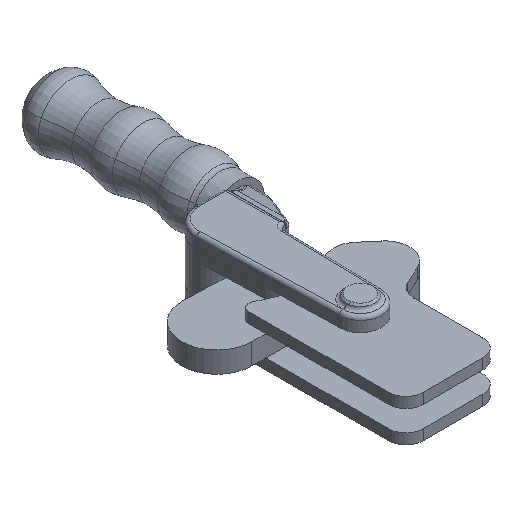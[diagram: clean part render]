
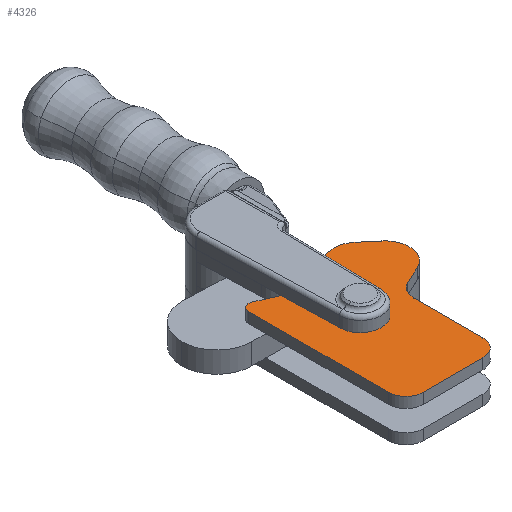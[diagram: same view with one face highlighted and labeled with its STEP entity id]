
A CAD part, isometric view. The second image highlights one B-rep face of the part: STEP entity #4326.
In plain terms, the highlighted planar face has unit normal (0, 0, 1).
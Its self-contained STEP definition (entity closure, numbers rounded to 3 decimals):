
#59 = AXIS2_PLACEMENT_3D ( 'NONE', #4910, #4389, #416 ) ;
#147 = VERTEX_POINT ( 'NONE', #5552 ) ;
#321 = DIRECTION ( 'NONE',  ( 0.909, 0.417, 0. ) ) ;
#339 = DIRECTION ( 'NONE',  ( 0., 0., 1. ) ) ;
#409 = CARTESIAN_POINT ( 'NONE',  ( -10., -28., 28.727 ) ) ;
#416 = DIRECTION ( 'NONE',  ( 1., 0., 0. ) ) ;
#613 = ORIENTED_EDGE ( 'NONE', *, *, #7416, .T. ) ;
#680 = CARTESIAN_POINT ( 'NONE',  ( 17., -3.206, 28.727 ) ) ;
#706 = CIRCLE ( 'NONE', #6706, 2. ) ;
#707 = DIRECTION ( 'NONE',  ( 0., 0., -1. ) ) ;
#709 = VERTEX_POINT ( 'NONE', #4657 ) ;
#756 = FACE_BOUND ( 'NONE', #6998, .T. ) ;
#779 = LINE ( 'NONE', #4100, #3506 ) ;
#795 = DIRECTION ( 'NONE',  ( 1., 0., 0. ) ) ;
#823 = VERTEX_POINT ( 'NONE', #916 ) ;
#830 = AXIS2_PLACEMENT_3D ( 'NONE', #680, #707, #795 ) ;
#863 = ORIENTED_EDGE ( 'NONE', *, *, #5330, .T. ) ;
#916 = CARTESIAN_POINT ( 'NONE',  ( -2.71, 14.667, 28.727 ) ) ;
#931 = CARTESIAN_POINT ( 'NONE',  ( 21.5, 15.362, 28.727 ) ) ;
#955 = LINE ( 'NONE', #409, #1733 ) ;
#962 = DIRECTION ( 'NONE',  ( 1., 0., 0. ) ) ;
#1005 = CARTESIAN_POINT ( 'NONE',  ( -12.204, 18.786, 28.727 ) ) ;
#1040 = CARTESIAN_POINT ( 'NONE',  ( -15., 16.952, 28.727 ) ) ;
#1077 = CIRCLE ( 'NONE', #4482, 2. ) ;
#1097 = CARTESIAN_POINT ( 'NONE',  ( 19.922, 3.639, 28.727 ) ) ;
#1117 = VERTEX_POINT ( 'NONE', #2939 ) ;
#1165 = ORIENTED_EDGE ( 'NONE', *, *, #7571, .F. ) ;
#1219 = CARTESIAN_POINT ( 'NONE',  ( 2., 0., 28.727 ) ) ;
#1237 = AXIS2_PLACEMENT_3D ( 'NONE', #2551, #3256, #4356 ) ;
#1245 = VERTEX_POINT ( 'NONE', #1219 ) ;
#1254 = DIRECTION ( 'NONE',  ( 0., 0., 1. ) ) ;
#1424 = LINE ( 'NONE', #1005, #2333 ) ;
#1708 = CARTESIAN_POINT ( 'NONE',  ( 17.33, 18.862, 28.727 ) ) ;
#1733 = VECTOR ( 'NONE', #6013, 1000. ) ;
#1880 = DIRECTION ( 'NONE',  ( 1., 0., 0. ) ) ;
#1966 = VERTEX_POINT ( 'NONE', #1097 ) ;
#2003 = VERTEX_POINT ( 'NONE', #7522 ) ;
#2051 = ORIENTED_EDGE ( 'NONE', *, *, #6420, .T. ) ;
#2323 = VECTOR ( 'NONE', #2938, 1000. ) ;
#2333 = VECTOR ( 'NONE', #6252, 1000. ) ;
#2439 = CIRCLE ( 'NONE', #830, 5. ) ;
#2509 = PLANE ( 'NONE',  #5598 ) ;
#2551 = CARTESIAN_POINT ( 'NONE',  ( 17., 10., 28.727 ) ) ;
#2646 = DIRECTION ( 'NONE',  ( 0., 0., 1. ) ) ;
#2748 = DIRECTION ( 'NONE',  ( 1., 0., 0. ) ) ;
#2821 = DIRECTION ( 'NONE',  ( 0., 1., 0. ) ) ;
#2934 = EDGE_CURVE ( 'NONE', #4213, #1966, #4745, .T. ) ;
#2938 = DIRECTION ( 'NONE',  ( 0., -1., 0. ) ) ;
#2939 = CARTESIAN_POINT ( 'NONE',  ( -2., 0., 28.727 ) ) ;
#3009 = VECTOR ( 'NONE', #7983, 1000. ) ;
#3077 = CIRCLE ( 'NONE', #8248, 2. ) ;
#3151 = LINE ( 'NONE', #931, #3009 ) ;
#3232 = CARTESIAN_POINT ( 'NONE',  ( 12.83, 13.5, 28.727 ) ) ;
#3256 = DIRECTION ( 'NONE',  ( 0., 0., 1. ) ) ;
#3395 = AXIS2_PLACEMENT_3D ( 'NONE', #3232, #7776, #3875 ) ;
#3506 = VECTOR ( 'NONE', #2821, 1000. ) ;
#3562 = VERTEX_POINT ( 'NONE', #6790 ) ;
#3605 = ORIENTED_EDGE ( 'NONE', *, *, #7101, .T. ) ;
#3728 = CARTESIAN_POINT ( 'NONE',  ( 7., -23., 28.727 ) ) ;
#3748 = CIRCLE ( 'NONE', #3395, 7. ) ;
#3753 = EDGE_CURVE ( 'NONE', #6729, #3562, #4926, .T. ) ;
#3796 = EDGE_CURVE ( 'NONE', #147, #4213, #2439, .T. ) ;
#3875 = DIRECTION ( 'NONE',  ( 1., 0., 0. ) ) ;
#3956 = ORIENTED_EDGE ( 'NONE', *, *, #6372, .T. ) ;
#4100 = CARTESIAN_POINT ( 'NONE',  ( 12., -3.206, 28.727 ) ) ;
#4109 = CIRCLE ( 'NONE', #1237, 7. ) ;
#4118 = DIRECTION ( 'NONE',  ( 1., 0., 0. ) ) ;
#4213 = VERTEX_POINT ( 'NONE', #5736 ) ;
#4228 = ORIENTED_EDGE ( 'NONE', *, *, #5731, .T. ) ;
#4293 = DIRECTION ( 'NONE',  ( 0., 0., 1. ) ) ;
#4326 = ADVANCED_FACE ( 'NONE', ( #756, #4777 ), #2509, .T. ) ;
#4329 = ORIENTED_EDGE ( 'NONE', *, *, #8036, .F. ) ;
#4356 = DIRECTION ( 'NONE',  ( 1., 0., 0. ) ) ;
#4389 = DIRECTION ( 'NONE',  ( 0., 0., 1. ) ) ;
#4413 = CARTESIAN_POINT ( 'NONE',  ( 17., 10., 28.727 ) ) ;
#4482 = AXIS2_PLACEMENT_3D ( 'NONE', #6495, #2646, #7155 ) ;
#4657 = CARTESIAN_POINT ( 'NONE',  ( -12.204, 18.786, 28.727 ) ) ;
#4745 = LINE ( 'NONE', #5040, #7088 ) ;
#4777 = FACE_OUTER_BOUND ( 'NONE', #5368, .T. ) ;
#4800 = CARTESIAN_POINT ( 'NONE',  ( 0.474, 22.005, 28.727 ) ) ;
#4910 = CARTESIAN_POINT ( 'NONE',  ( -10., -23., 28.727 ) ) ;
#4926 = CIRCLE ( 'NONE', #6093, 5. ) ;
#5040 = CARTESIAN_POINT ( 'NONE',  ( 14.913, 1.338, 28.727 ) ) ;
#5081 = ORIENTED_EDGE ( 'NONE', *, *, #5727, .T. ) ;
#5226 = CARTESIAN_POINT ( 'NONE',  ( -15., 16.952, 28.727 ) ) ;
#5280 = VERTEX_POINT ( 'NONE', #7346 ) ;
#5298 = LINE ( 'NONE', #5226, #2323 ) ;
#5330 = EDGE_CURVE ( 'NONE', #3562, #147, #779, .T. ) ;
#5361 = VERTEX_POINT ( 'NONE', #6233 ) ;
#5368 = EDGE_LOOP ( 'NONE', ( #3956, #613, #6121, #863, #5837, #7678, #6342, #4228, #6088, #7612, #2051, #5081, #3605 ) ) ;
#5389 = EDGE_CURVE ( 'NONE', #2003, #823, #7081, .T. ) ;
#5424 = DIRECTION ( 'NONE',  ( 0., 0., -1. ) ) ;
#5552 = CARTESIAN_POINT ( 'NONE',  ( 12., -3.206, 28.727 ) ) ;
#5598 = AXIS2_PLACEMENT_3D ( 'NONE', #4413, #1254, #1880 ) ;
#5714 = DIRECTION ( 'NONE',  ( 1., 0., 0. ) ) ;
#5727 = EDGE_CURVE ( 'NONE', #709, #7223, #3077, .T. ) ;
#5731 = EDGE_CURVE ( 'NONE', #5280, #7014, #3151, .T. ) ;
#5736 = CARTESIAN_POINT ( 'NONE',  ( 14.913, 1.338, 28.727 ) ) ;
#5837 = ORIENTED_EDGE ( 'NONE', *, *, #3796, .T. ) ;
#5856 = VERTEX_POINT ( 'NONE', #6131 ) ;
#5894 = EDGE_CURVE ( 'NONE', #7014, #2003, #3748, .T. ) ;
#5988 = CARTESIAN_POINT ( 'NONE',  ( 7., -28., 28.727 ) ) ;
#6013 = DIRECTION ( 'NONE',  ( 1., 0., 0. ) ) ;
#6088 = ORIENTED_EDGE ( 'NONE', *, *, #5894, .T. ) ;
#6093 = AXIS2_PLACEMENT_3D ( 'NONE', #3728, #4293, #5714 ) ;
#6121 = ORIENTED_EDGE ( 'NONE', *, *, #3753, .T. ) ;
#6131 = CARTESIAN_POINT ( 'NONE',  ( -15., -23., 28.727 ) ) ;
#6233 = CARTESIAN_POINT ( 'NONE',  ( -10., -28., 28.727 ) ) ;
#6252 = DIRECTION ( 'NONE',  ( -0.917, 0.398, 0. ) ) ;
#6342 = ORIENTED_EDGE ( 'NONE', *, *, #6429, .T. ) ;
#6372 = EDGE_CURVE ( 'NONE', #5856, #5361, #8236, .T. ) ;
#6420 = EDGE_CURVE ( 'NONE', #823, #709, #1424, .T. ) ;
#6429 = EDGE_CURVE ( 'NONE', #1966, #5280, #4109, .T. ) ;
#6454 = DIRECTION ( 'NONE',  ( 0., 0., 1. ) ) ;
#6495 = CARTESIAN_POINT ( 'NONE',  ( 0., 0., 28.727 ) ) ;
#6521 = CARTESIAN_POINT ( 'NONE',  ( 0., 0., 28.727 ) ) ;
#6706 = AXIS2_PLACEMENT_3D ( 'NONE', #6521, #6454, #2748 ) ;
#6729 = VERTEX_POINT ( 'NONE', #5988 ) ;
#6790 = CARTESIAN_POINT ( 'NONE',  ( 12., -23., 28.727 ) ) ;
#6998 = EDGE_LOOP ( 'NONE', ( #1165, #4329 ) ) ;
#7014 = VERTEX_POINT ( 'NONE', #1708 ) ;
#7081 = CIRCLE ( 'NONE', #7992, 8. ) ;
#7088 = VECTOR ( 'NONE', #321, 1000. ) ;
#7101 = EDGE_CURVE ( 'NONE', #7223, #5856, #5298, .T. ) ;
#7155 = DIRECTION ( 'NONE',  ( 1., 0., 0. ) ) ;
#7223 = VERTEX_POINT ( 'NONE', #1040 ) ;
#7267 = CARTESIAN_POINT ( 'NONE',  ( -13., 16.952, 28.727 ) ) ;
#7346 = CARTESIAN_POINT ( 'NONE',  ( 21.5, 15.362, 28.727 ) ) ;
#7416 = EDGE_CURVE ( 'NONE', #5361, #6729, #955, .T. ) ;
#7522 = CARTESIAN_POINT ( 'NONE',  ( 7.064, 17.469, 28.727 ) ) ;
#7571 = EDGE_CURVE ( 'NONE', #1117, #1245, #706, .T. ) ;
#7612 = ORIENTED_EDGE ( 'NONE', *, *, #5389, .T. ) ;
#7678 = ORIENTED_EDGE ( 'NONE', *, *, #2934, .T. ) ;
#7776 = DIRECTION ( 'NONE',  ( 0., 0., 1. ) ) ;
#7983 = DIRECTION ( 'NONE',  ( -0.766, 0.643, 0. ) ) ;
#7992 = AXIS2_PLACEMENT_3D ( 'NONE', #4800, #5424, #962 ) ;
#8036 = EDGE_CURVE ( 'NONE', #1245, #1117, #1077, .T. ) ;
#8236 = CIRCLE ( 'NONE', #59, 5. ) ;
#8248 = AXIS2_PLACEMENT_3D ( 'NONE', #7267, #339, #4118 ) ;
